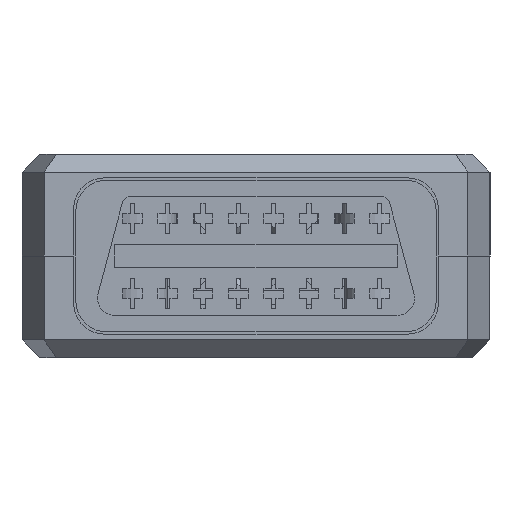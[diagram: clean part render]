
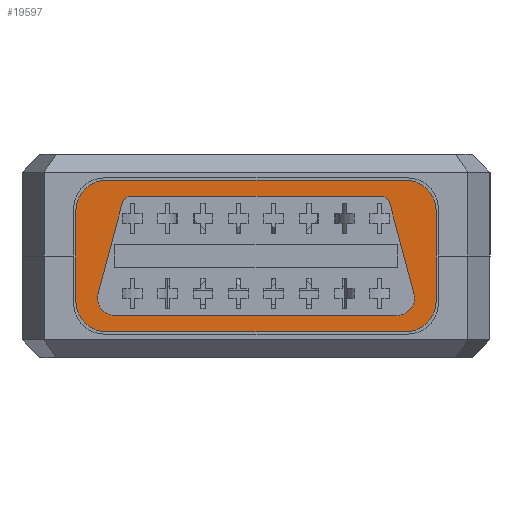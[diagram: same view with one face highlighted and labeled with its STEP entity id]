
A CAD part, front view. The second image highlights one B-rep face of the part: STEP entity #19597.
In plain terms, the highlighted face is planar.
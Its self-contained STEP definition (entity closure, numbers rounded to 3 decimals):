
#285 = DIRECTION ( 'NONE',  ( 1., 0., 0. ) ) ;
#433 = DIRECTION ( 'NONE',  ( 1., 0., 0. ) ) ;
#509 = VERTEX_POINT ( 'NONE', #12150 ) ;
#578 = EDGE_CURVE ( 'NONE', #19426, #15637, #8805, .T. ) ;
#760 = DIRECTION ( 'NONE',  ( -0.259, 0.966, 0. ) ) ;
#903 = EDGE_CURVE ( 'NONE', #3327, #2029, #11356, .T. ) ;
#999 = LINE ( 'NONE', #20953, #5321 ) ;
#1000 = AXIS2_PLACEMENT_3D ( 'NONE', #18401, #11784, #433 ) ;
#1061 = EDGE_CURVE ( 'NONE', #3327, #1367, #17294, .T. ) ;
#1367 = VERTEX_POINT ( 'NONE', #14422 ) ;
#1620 = EDGE_CURVE ( 'NONE', #8452, #1930, #999, .T. ) ;
#1840 = EDGE_CURVE ( 'NONE', #3780, #2029, #6072, .T. ) ;
#1879 = EDGE_CURVE ( 'NONE', #1930, #19426, #8384, .T. ) ;
#1930 = VERTEX_POINT ( 'NONE', #7412 ) ;
#2029 = VERTEX_POINT ( 'NONE', #3542 ) ;
#2222 = CIRCLE ( 'NONE', #9094, 3.5 ) ;
#2326 = VERTEX_POINT ( 'NONE', #2427 ) ;
#2333 = VERTEX_POINT ( 'NONE', #8992 ) ;
#2400 = VERTEX_POINT ( 'NONE', #12522 ) ;
#2421 = VECTOR ( 'NONE', #7188, 1000. ) ;
#2427 = CARTESIAN_POINT ( 'NONE',  ( 15.952, -6.75, 5.1 ) ) ;
#2716 = EDGE_LOOP ( 'NONE', ( #11969, #15427, #17582, #10303, #8860, #8189, #3701, #10994 ) ) ;
#2899 = CARTESIAN_POINT ( 'NONE',  ( -16.9, 5.1, 5.1 ) ) ;
#3327 = VERTEX_POINT ( 'NONE', #19284 ) ;
#3374 = CARTESIAN_POINT ( 'NONE',  ( -15.952, -4.75, 5.1 ) ) ;
#3391 = AXIS2_PLACEMENT_3D ( 'NONE', #6022, #6898, #5455 ) ;
#3458 = CIRCLE ( 'NONE', #11868, 3.5 ) ;
#3542 = CARTESIAN_POINT ( 'NONE',  ( -14.174, 6.75, 5.1 ) ) ;
#3701 = ORIENTED_EDGE ( 'NONE', *, *, #6592, .T. ) ;
#3780 = VERTEX_POINT ( 'NONE', #8535 ) ;
#3952 = LINE ( 'NONE', #15531, #16492 ) ;
#3958 = LINE ( 'NONE', #15373, #2421 ) ;
#4047 = VECTOR ( 'NONE', #9210, 1000. ) ;
#4090 = DIRECTION ( 'NONE',  ( 1., 0., 0. ) ) ;
#4318 = ORIENTED_EDGE ( 'NONE', *, *, #903, .F. ) ;
#4379 = AXIS2_PLACEMENT_3D ( 'NONE', #9111, #8981, #8962 ) ;
#4557 = DIRECTION ( 'NONE',  ( 1., 0., 0. ) ) ;
#4846 = CARTESIAN_POINT ( 'NONE',  ( 16.9, 5.1, 5.1 ) ) ;
#5005 = DIRECTION ( 'NONE',  ( 1., 0., 0. ) ) ;
#5321 = VECTOR ( 'NONE', #285, 1000. ) ;
#5413 = CIRCLE ( 'NONE', #12330, 3.5 ) ;
#5455 = DIRECTION ( 'NONE',  ( 1., 0., 0. ) ) ;
#5688 = AXIS2_PLACEMENT_3D ( 'NONE', #17017, #7203, #18705 ) ;
#5768 = CIRCLE ( 'NONE', #5688, 2. ) ;
#5794 = FACE_OUTER_BOUND ( 'NONE', #2716, .T. ) ;
#5868 = CARTESIAN_POINT ( 'NONE',  ( -20.4, 8.6, 5.1 ) ) ;
#6022 = CARTESIAN_POINT ( 'NONE',  ( 14.174, 5.75, 5.1 ) ) ;
#6072 = CIRCLE ( 'NONE', #20131, 1. ) ;
#6143 = CARTESIAN_POINT ( 'NONE',  ( -16.9, 8.6, 5.1 ) ) ;
#6458 = DIRECTION ( 'NONE',  ( 1., 0., 0. ) ) ;
#6499 = AXIS2_PLACEMENT_3D ( 'NONE', #3374, #14841, #5005 ) ;
#6558 = EDGE_CURVE ( 'NONE', #2400, #2326, #11621, .T. ) ;
#6592 = EDGE_CURVE ( 'NONE', #18313, #6960, #15983, .T. ) ;
#6887 = DIRECTION ( 'NONE',  ( 0., 0., 1. ) ) ;
#6898 = DIRECTION ( 'NONE',  ( 0., 0., -1. ) ) ;
#6960 = VERTEX_POINT ( 'NONE', #6143 ) ;
#7188 = DIRECTION ( 'NONE',  ( 0., -1., 0. ) ) ;
#7203 = DIRECTION ( 'NONE',  ( 0., 0., -1. ) ) ;
#7412 = CARTESIAN_POINT ( 'NONE',  ( 16.9, -8.6, 5.1 ) ) ;
#7432 = CARTESIAN_POINT ( 'NONE',  ( 15.952, -4.75, 5.1 ) ) ;
#8019 = ORIENTED_EDGE ( 'NONE', *, *, #20685, .T. ) ;
#8068 = EDGE_CURVE ( 'NONE', #6960, #2333, #2222, .T. ) ;
#8189 = ORIENTED_EDGE ( 'NONE', *, *, #15617, .T. ) ;
#8297 = VECTOR ( 'NONE', #14478, 1000. ) ;
#8374 = LINE ( 'NONE', #12168, #20944 ) ;
#8384 = CIRCLE ( 'NONE', #4379, 3.5 ) ;
#8452 = VERTEX_POINT ( 'NONE', #10743 ) ;
#8535 = CARTESIAN_POINT ( 'NONE',  ( -15.14, 6.009, 5.1 ) ) ;
#8805 = LINE ( 'NONE', #13102, #8297 ) ;
#8860 = ORIENTED_EDGE ( 'NONE', *, *, #578, .T. ) ;
#8962 = DIRECTION ( 'NONE',  ( 1., 0., 0. ) ) ;
#8981 = DIRECTION ( 'NONE',  ( 0., 0., 1. ) ) ;
#8983 = EDGE_CURVE ( 'NONE', #2333, #13335, #3958, .T. ) ;
#8992 = CARTESIAN_POINT ( 'NONE',  ( -20.4, 5.1, 5.1 ) ) ;
#9060 = DIRECTION ( 'NONE',  ( 1., 0., 0. ) ) ;
#9094 = AXIS2_PLACEMENT_3D ( 'NONE', #2899, #14359, #4557 ) ;
#9111 = CARTESIAN_POINT ( 'NONE',  ( 16.9, -5.1, 5.1 ) ) ;
#9210 = DIRECTION ( 'NONE',  ( -0.259, -0.966, 0. ) ) ;
#9723 = CARTESIAN_POINT ( 'NONE',  ( 16.9, 8.6, 5.1 ) ) ;
#10135 = FACE_BOUND ( 'NONE', #15755, .T. ) ;
#10205 = PLANE ( 'NONE',  #1000 ) ;
#10303 = ORIENTED_EDGE ( 'NONE', *, *, #1879, .T. ) ;
#10707 = ORIENTED_EDGE ( 'NONE', *, *, #6558, .T. ) ;
#10743 = CARTESIAN_POINT ( 'NONE',  ( -16.9, -8.6, 5.1 ) ) ;
#10769 = EDGE_CURVE ( 'NONE', #2400, #1367, #8374, .T. ) ;
#10957 = ORIENTED_EDGE ( 'NONE', *, *, #16053, .F. ) ;
#10962 = CARTESIAN_POINT ( 'NONE',  ( -17.884, -4.232, 5.1 ) ) ;
#10994 = ORIENTED_EDGE ( 'NONE', *, *, #8068, .T. ) ;
#11088 = ORIENTED_EDGE ( 'NONE', *, *, #1840, .T. ) ;
#11356 = LINE ( 'NONE', #15734, #15213 ) ;
#11621 = CIRCLE ( 'NONE', #17046, 2. ) ;
#11757 = DIRECTION ( 'NONE',  ( 1., 0., 0. ) ) ;
#11784 = DIRECTION ( 'NONE',  ( 0., 0., 1. ) ) ;
#11818 = DIRECTION ( 'NONE',  ( 0., 0., -1. ) ) ;
#11868 = AXIS2_PLACEMENT_3D ( 'NONE', #4846, #16291, #6458 ) ;
#11888 = CARTESIAN_POINT ( 'NONE',  ( -14.174, 5.75, 5.1 ) ) ;
#11969 = ORIENTED_EDGE ( 'NONE', *, *, #8983, .T. ) ;
#12150 = CARTESIAN_POINT ( 'NONE',  ( -17.952, -4.75, 5.1 ) ) ;
#12168 = CARTESIAN_POINT ( 'NONE',  ( 14.941, 6.75, 5.1 ) ) ;
#12330 = AXIS2_PLACEMENT_3D ( 'NONE', #16706, #6887, #18376 ) ;
#12522 = CARTESIAN_POINT ( 'NONE',  ( 17.884, -4.232, 5.1 ) ) ;
#12526 = CARTESIAN_POINT ( 'NONE',  ( -18.559, -6.75, 5.1 ) ) ;
#13102 = CARTESIAN_POINT ( 'NONE',  ( 20.4, 8.6, 5.1 ) ) ;
#13209 = ORIENTED_EDGE ( 'NONE', *, *, #1061, .T. ) ;
#13335 = VERTEX_POINT ( 'NONE', #19496 ) ;
#14078 = ORIENTED_EDGE ( 'NONE', *, *, #14352, .F. ) ;
#14352 = EDGE_CURVE ( 'NONE', #3780, #20453, #20957, .T. ) ;
#14359 = DIRECTION ( 'NONE',  ( 0., 0., 1. ) ) ;
#14380 = DIRECTION ( 'NONE',  ( -1., 0., 0. ) ) ;
#14422 = CARTESIAN_POINT ( 'NONE',  ( 15.14, 6.009, 5.1 ) ) ;
#14478 = DIRECTION ( 'NONE',  ( 0., 1., 0. ) ) ;
#14641 = CARTESIAN_POINT ( 'NONE',  ( 20.4, 5.1, 5.1 ) ) ;
#14841 = DIRECTION ( 'NONE',  ( 0., 0., -1. ) ) ;
#15213 = VECTOR ( 'NONE', #14380, 1000. ) ;
#15289 = EDGE_CURVE ( 'NONE', #509, #20453, #5768, .T. ) ;
#15373 = CARTESIAN_POINT ( 'NONE',  ( -20.4, 8.6, 5.1 ) ) ;
#15427 = ORIENTED_EDGE ( 'NONE', *, *, #17297, .T. ) ;
#15531 = CARTESIAN_POINT ( 'NONE',  ( 18.559, -6.75, 5.1 ) ) ;
#15617 = EDGE_CURVE ( 'NONE', #15637, #18313, #3458, .T. ) ;
#15637 = VERTEX_POINT ( 'NONE', #14641 ) ;
#15734 = CARTESIAN_POINT ( 'NONE',  ( -14.941, 6.75, 5.1 ) ) ;
#15755 = EDGE_LOOP ( 'NONE', ( #10957, #8019, #18840, #14078, #11088, #4318, #13209, #19187, #10707 ) ) ;
#15983 = LINE ( 'NONE', #5868, #19834 ) ;
#16053 = EDGE_CURVE ( 'NONE', #18491, #2326, #3952, .T. ) ;
#16291 = DIRECTION ( 'NONE',  ( 0., 0., 1. ) ) ;
#16492 = VECTOR ( 'NONE', #4090, 1000. ) ;
#16706 = CARTESIAN_POINT ( 'NONE',  ( -16.9, -5.1, 5.1 ) ) ;
#16793 = CIRCLE ( 'NONE', #6499, 2. ) ;
#17017 = CARTESIAN_POINT ( 'NONE',  ( -15.952, -4.75, 5.1 ) ) ;
#17046 = AXIS2_PLACEMENT_3D ( 'NONE', #7432, #18922, #9060 ) ;
#17294 = CIRCLE ( 'NONE', #3391, 1. ) ;
#17297 = EDGE_CURVE ( 'NONE', #13335, #8452, #5413, .T. ) ;
#17582 = ORIENTED_EDGE ( 'NONE', *, *, #1620, .T. ) ;
#18313 = VERTEX_POINT ( 'NONE', #9723 ) ;
#18376 = DIRECTION ( 'NONE',  ( 1., 0., 0. ) ) ;
#18401 = CARTESIAN_POINT ( 'NONE',  ( 0., 0., 5.1 ) ) ;
#18491 = VERTEX_POINT ( 'NONE', #19965 ) ;
#18705 = DIRECTION ( 'NONE',  ( 1., 0., 0. ) ) ;
#18840 = ORIENTED_EDGE ( 'NONE', *, *, #15289, .T. ) ;
#18922 = DIRECTION ( 'NONE',  ( 0., 0., -1. ) ) ;
#19187 = ORIENTED_EDGE ( 'NONE', *, *, #10769, .F. ) ;
#19284 = CARTESIAN_POINT ( 'NONE',  ( 14.174, 6.75, 5.1 ) ) ;
#19426 = VERTEX_POINT ( 'NONE', #21115 ) ;
#19496 = CARTESIAN_POINT ( 'NONE',  ( -20.4, -5.1, 5.1 ) ) ;
#19597 = ADVANCED_FACE ( 'NONE', ( #10135, #5794 ), #10205, .T. ) ;
#19834 = VECTOR ( 'NONE', #20613, 1000. ) ;
#19965 = CARTESIAN_POINT ( 'NONE',  ( -15.952, -6.75, 5.1 ) ) ;
#20131 = AXIS2_PLACEMENT_3D ( 'NONE', #11888, #11818, #11757 ) ;
#20453 = VERTEX_POINT ( 'NONE', #10962 ) ;
#20613 = DIRECTION ( 'NONE',  ( -1., 0., 0. ) ) ;
#20685 = EDGE_CURVE ( 'NONE', #18491, #509, #16793, .T. ) ;
#20944 = VECTOR ( 'NONE', #760, 1000. ) ;
#20953 = CARTESIAN_POINT ( 'NONE',  ( -20.4, -8.6, 5.1 ) ) ;
#20957 = LINE ( 'NONE', #12526, #4047 ) ;
#21115 = CARTESIAN_POINT ( 'NONE',  ( 20.4, -5.1, 5.1 ) ) ;
